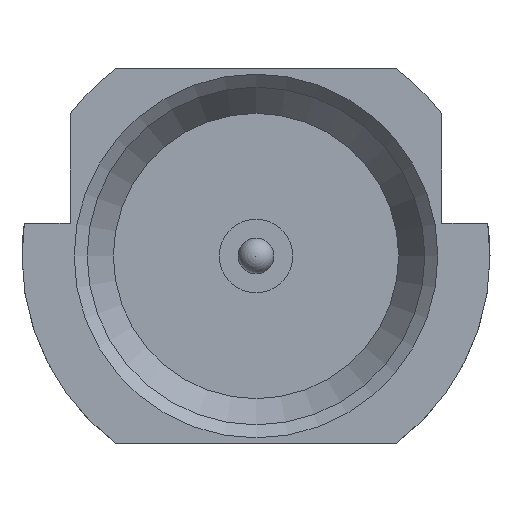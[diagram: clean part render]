
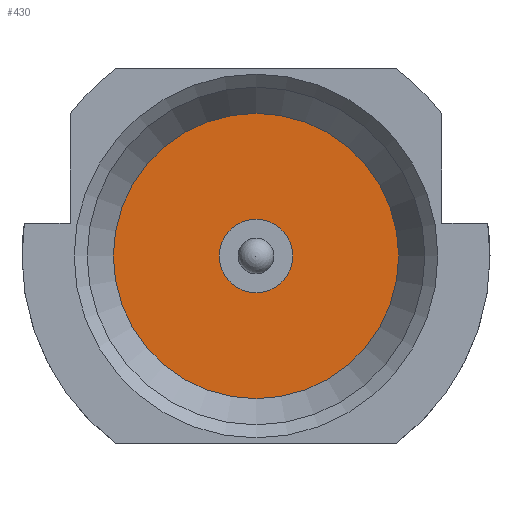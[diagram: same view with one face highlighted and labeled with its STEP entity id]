
A CAD part, left-side view. The second image highlights one B-rep face of the part: STEP entity #430.
In plain terms, the highlighted planar face has unit normal (-1, 0, 0).
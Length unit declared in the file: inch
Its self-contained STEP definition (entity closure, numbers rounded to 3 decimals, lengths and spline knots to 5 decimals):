
#18 = FACE_BOUND ( 'NONE', #273, .T. ) ;
#70 = DIRECTION ( 'NONE',  ( 0., 1., 0. ) ) ;
#100 = VERTEX_POINT ( 'NONE', #563 ) ;
#109 = CARTESIAN_POINT ( 'NONE',  ( 0.11, 0., 0.0625 ) ) ;
#206 = ORIENTED_EDGE ( 'NONE', *, *, #576, .F. ) ;
#225 = FACE_OUTER_BOUND ( 'NONE', #880, .T. ) ;
#231 = DIRECTION ( 'NONE',  ( 1., 0., 0. ) ) ;
#273 = EDGE_LOOP ( 'NONE', ( #206 ) ) ;
#308 = CIRCLE ( 'NONE', #442, 0.01546 ) ;
#340 = DIRECTION ( 'NONE',  ( -1., 0., 0. ) ) ;
#349 = DIRECTION ( 'NONE',  ( 0., 0., 1. ) ) ;
#377 = EDGE_CURVE ( 'NONE', #849, #849, #822, .T. ) ;
#388 = PLANE ( 'NONE',  #399 ) ;
#399 = AXIS2_PLACEMENT_3D ( 'NONE', #461, #231, #70 ) ;
#430 = ADVANCED_FACE ( 'NONE', ( #18, #225 ), #388, .F. ) ;
#442 = AXIS2_PLACEMENT_3D ( 'NONE', #607, #340, #659 ) ;
#461 = CARTESIAN_POINT ( 'NONE',  ( 0.11, 0.01546, 0. ) ) ;
#563 = CARTESIAN_POINT ( 'NONE',  ( 0.11, 0., 0.01546 ) ) ;
#576 = EDGE_CURVE ( 'NONE', #100, #100, #308, .T. ) ;
#607 = CARTESIAN_POINT ( 'NONE',  ( 0.11, 0., 0. ) ) ;
#659 = DIRECTION ( 'NONE',  ( 0., 0., 1. ) ) ;
#731 = DIRECTION ( 'NONE',  ( -1., 0., 0. ) ) ;
#822 = CIRCLE ( 'NONE', #859, 0.0625 ) ;
#849 = VERTEX_POINT ( 'NONE', #109 ) ;
#859 = AXIS2_PLACEMENT_3D ( 'NONE', #892, #731, #349 ) ;
#880 = EDGE_LOOP ( 'NONE', ( #912 ) ) ;
#892 = CARTESIAN_POINT ( 'NONE',  ( 0.11, 0., 0. ) ) ;
#912 = ORIENTED_EDGE ( 'NONE', *, *, #377, .T. ) ;
